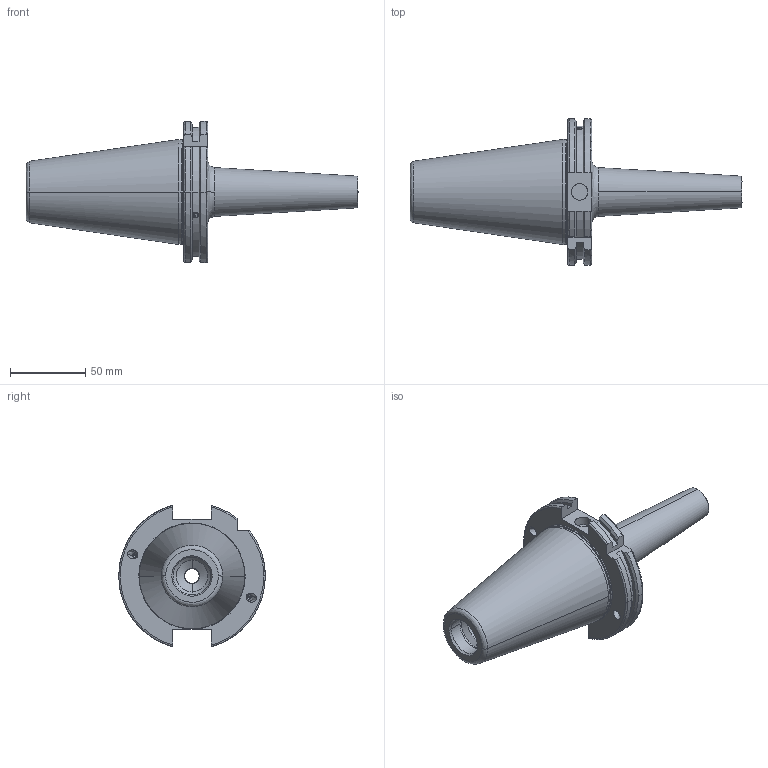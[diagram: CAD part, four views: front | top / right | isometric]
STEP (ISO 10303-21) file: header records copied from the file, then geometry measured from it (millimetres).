
FILE_DESCRIPTION (( 'STEP AP214' ), '1' );
FILE_NAME ('91506-ES7M12100.STEP', '2020-07-24T04:13:49', ( '' ), ( '' ), 'SwSTEP 2.0', 'SolidWorks 2018', '' );
FILE_SCHEMA (( 'AUTOMOTIVE_DESIGN' ));
Length unit declared in the file: millimetre
Products named in the file (3): M4X4.IGS; SK50TMH12119FWW.IGS; 91506-ES7M12100
Assembly tree (3 placements, depth 2):
  91506-ES7M12100
    SK50TMH12119FWW.IGS
    M4X4.IGS  x2
Bounding box: 220.85 x 97.5 x 94.05 mm (x, y, z)
Volume: 383265.5 mm3; surface area: 54634.4 mm2
Topology: 3 solids, 3 shells, 138 faces, 343 edges, 217 vertices
Faces by surface type: bspline 138
Entity records: 6792 total; most frequent: CARTESIAN_POINT 4595, ORIENTED_EDGE 622, EDGE_CURVE 311, B_SPLINE_CURVE_WITH_KNOTS 202, VERTEX_POINT 197, EDGE_LOOP 138, FACE_OUTER_BOUND 123, ADVANCED_FACE 123
